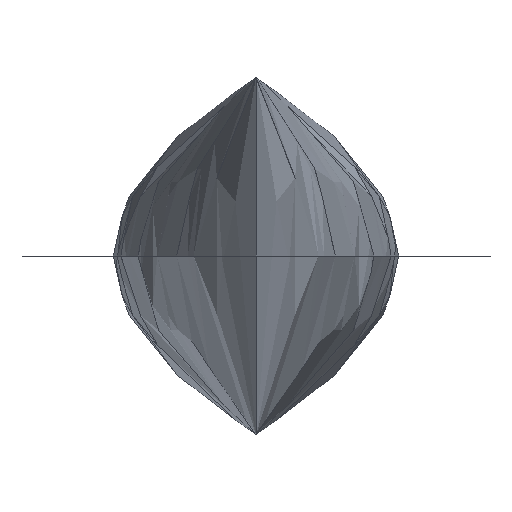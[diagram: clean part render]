
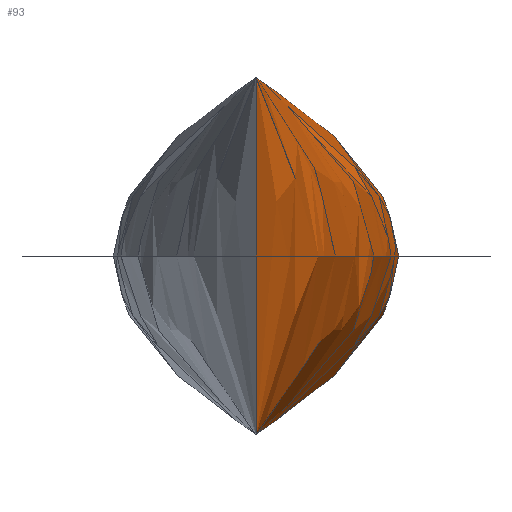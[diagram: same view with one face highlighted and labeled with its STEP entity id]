
A CAD part, left-side view. The second image highlights one B-rep face of the part: STEP entity #93.
In plain terms, the highlighted free-form (B-spline) face has degree [2, 2] with [3, 3] control points.
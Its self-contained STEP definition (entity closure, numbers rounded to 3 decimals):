
#93 = ADVANCED_FACE('',(#94),#128,.T.);
#94 = FACE_BOUND('',#95,.T.);
#95 = EDGE_LOOP('',(#96,#106,#114,#122));
#96 = ORIENTED_EDGE('',*,*,#97,.T.);
#97 = EDGE_CURVE('',#98,#100,#102,.T.);
#98 = VERTEX_POINT('',#99);
#99 = CARTESIAN_POINT('',(0.,0.,0.));
#100 = VERTEX_POINT('',#101);
#101 = CARTESIAN_POINT('',(3362.561,0.,0.));
#102 = B_SPLINE_CURVE_WITH_KNOTS('',2,(#103,#104,#105),.UNSPECIFIED.,.F.
  ,.F.,(3,3),(0.,3.283),.PIECEWISE_BEZIER_KNOTS.);
#103 = CARTESIAN_POINT('',(0.,0.,0.));
#104 = CARTESIAN_POINT('',(1681.281,0.,0.));
#105 = CARTESIAN_POINT('',(3362.561,0.,0.));
#106 = ORIENTED_EDGE('',*,*,#107,.T.);
#107 = EDGE_CURVE('',#100,#108,#110,.T.);
#108 = VERTEX_POINT('',#109);
#109 = CARTESIAN_POINT('',(3362.561,0.,420.1));
#110 = B_SPLINE_CURVE_WITH_KNOTS('',2,(#111,#112,#113),.UNSPECIFIED.,.F.
  ,.F.,(3,3),(0.,1.277),.PIECEWISE_BEZIER_KNOTS.);
#111 = CARTESIAN_POINT('',(3362.561,0.,0.));
#112 = CARTESIAN_POINT('',(3362.561,0.,210.05));
#113 = CARTESIAN_POINT('',(3362.561,0.,420.1));
#114 = ORIENTED_EDGE('',*,*,#115,.T.);
#115 = EDGE_CURVE('',#108,#116,#118,.T.);
#116 = VERTEX_POINT('',#117);
#117 = CARTESIAN_POINT('',(0.,0.,420.1));
#118 = B_SPLINE_CURVE_WITH_KNOTS('',2,(#119,#120,#121),.UNSPECIFIED.,.F.
  ,.F.,(3,3),(-3.283,0.),.PIECEWISE_BEZIER_KNOTS.);
#119 = CARTESIAN_POINT('',(3362.561,0.,420.1));
#120 = CARTESIAN_POINT('',(1681.281,0.,420.1));
#121 = CARTESIAN_POINT('',(0.,0.,420.1));
#122 = ORIENTED_EDGE('',*,*,#123,.T.);
#123 = EDGE_CURVE('',#116,#98,#124,.T.);
#124 = B_SPLINE_CURVE_WITH_KNOTS('',2,(#125,#126,#127),.UNSPECIFIED.,.F.
  ,.F.,(3,3),(-1.277,0.),.PIECEWISE_BEZIER_KNOTS.);
#125 = CARTESIAN_POINT('',(0.,0.,420.1));
#126 = CARTESIAN_POINT('',(0.,0.,210.05));
#127 = CARTESIAN_POINT('',(0.,0.,0.));
#128 = B_SPLINE_SURFACE_WITH_KNOTS('',2,2,(
    (#129,#130,#131)
    ,(#132,#133,#134)
    ,(#135,#136,#137
    )),.UNSPECIFIED.,.F.,.F.,.F.,(3,3),(3,3),(0.,3.283),(0.,
    1.277),.PIECEWISE_BEZIER_KNOTS.);
#129 = CARTESIAN_POINT('',(0.,0.,0.));
#130 = CARTESIAN_POINT('',(0.,0.,210.05));
#131 = CARTESIAN_POINT('',(0.,0.,420.1));
#132 = CARTESIAN_POINT('',(1681.281,0.,0.));
#133 = CARTESIAN_POINT('',(1681.281,-672.512,
    210.05));
#134 = CARTESIAN_POINT('',(1681.281,0.,420.1));
#135 = CARTESIAN_POINT('',(3362.561,0.,0.));
#136 = CARTESIAN_POINT('',(3362.561,0.,210.05));
#137 = CARTESIAN_POINT('',(3362.561,0.,420.1));
